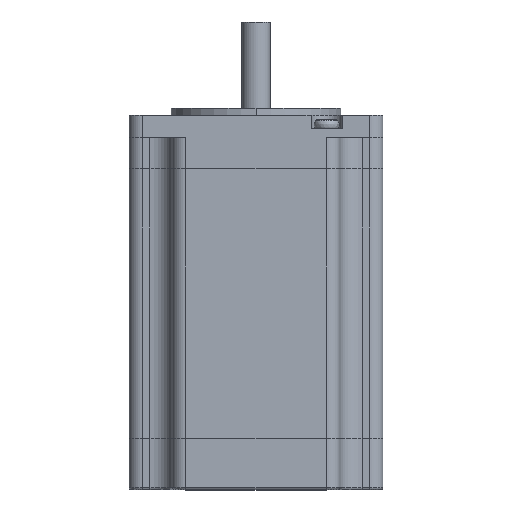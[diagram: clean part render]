
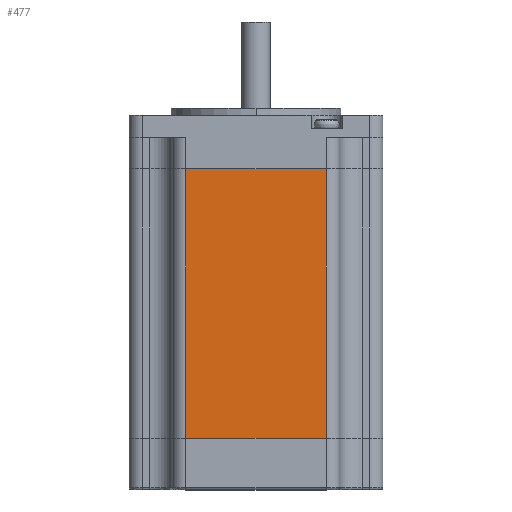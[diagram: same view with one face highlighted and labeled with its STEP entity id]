
A CAD part, top view. The second image highlights one B-rep face of the part: STEP entity #477.
In plain terms, the highlighted planar face has unit normal (0, 0, 1).
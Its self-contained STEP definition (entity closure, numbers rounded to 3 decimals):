
#200 = DIRECTION ( 'NONE',  ( 0., -1., 0. ) ) ;
#282 = EDGE_CURVE ( 'NONE', #2422, #3964, #6547, .T. ) ;
#306 = ORIENTED_EDGE ( 'NONE', *, *, #282, .T. ) ;
#398 = CARTESIAN_POINT ( 'NONE',  ( 12.7, 60.5, 0. ) ) ;
#466 = VECTOR ( 'NONE', #4803, 1000. ) ;
#477 = ADVANCED_FACE ( 'NONE', ( #5546 ), #2019, .T. ) ;
#563 = ORIENTED_EDGE ( 'NONE', *, *, #6753, .F. ) ;
#921 = CARTESIAN_POINT ( 'NONE',  ( 44.3, 0., 0. ) ) ;
#992 = CARTESIAN_POINT ( 'NONE',  ( 12.7, 0., 0. ) ) ;
#1033 = DIRECTION ( 'NONE',  ( -1., 0., 0. ) ) ;
#1046 = CARTESIAN_POINT ( 'NONE',  ( 44.3, 60.5, 0. ) ) ;
#1250 = VECTOR ( 'NONE', #1255, 1000. ) ;
#1255 = DIRECTION ( 'NONE',  ( -1., 0., 0. ) ) ;
#1302 = VERTEX_POINT ( 'NONE', #921 ) ;
#1340 = ORIENTED_EDGE ( 'NONE', *, *, #5841, .T. ) ;
#1439 = EDGE_LOOP ( 'NONE', ( #6659, #563, #1340, #306 ) ) ;
#1540 = CARTESIAN_POINT ( 'NONE',  ( 44.3, 60.5, 0. ) ) ;
#1595 = CARTESIAN_POINT ( 'NONE',  ( 44.3, 0., 0. ) ) ;
#1940 = AXIS2_PLACEMENT_3D ( 'NONE', #5237, #2092, #3877 ) ;
#2019 = PLANE ( 'NONE',  #1940 ) ;
#2092 = DIRECTION ( 'NONE',  ( 0., 0., 1. ) ) ;
#2238 = VECTOR ( 'NONE', #200, 1000. ) ;
#2422 = VERTEX_POINT ( 'NONE', #398 ) ;
#2712 = LINE ( 'NONE', #4531, #1250 ) ;
#3334 = EDGE_CURVE ( 'NONE', #1302, #3964, #4065, .T. ) ;
#3877 = DIRECTION ( 'NONE',  ( 1., 0., 0. ) ) ;
#3964 = VERTEX_POINT ( 'NONE', #992 ) ;
#4065 = LINE ( 'NONE', #1595, #6765 ) ;
#4531 = CARTESIAN_POINT ( 'NONE',  ( 44.3, 60.5, 0. ) ) ;
#4803 = DIRECTION ( 'NONE',  ( 0., -1., 0. ) ) ;
#5237 = CARTESIAN_POINT ( 'NONE',  ( 44.3, 60.5, 0. ) ) ;
#5546 = FACE_OUTER_BOUND ( 'NONE', #1439, .T. ) ;
#5569 = VERTEX_POINT ( 'NONE', #1046 ) ;
#5841 = EDGE_CURVE ( 'NONE', #5569, #2422, #2712, .T. ) ;
#6270 = LINE ( 'NONE', #1540, #466 ) ;
#6547 = LINE ( 'NONE', #6893, #2238 ) ;
#6659 = ORIENTED_EDGE ( 'NONE', *, *, #3334, .F. ) ;
#6753 = EDGE_CURVE ( 'NONE', #5569, #1302, #6270, .T. ) ;
#6765 = VECTOR ( 'NONE', #1033, 1000. ) ;
#6893 = CARTESIAN_POINT ( 'NONE',  ( 12.7, 60.5, 0. ) ) ;
